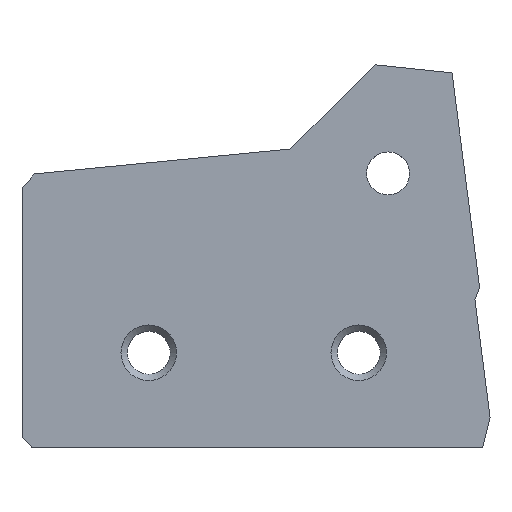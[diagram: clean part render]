
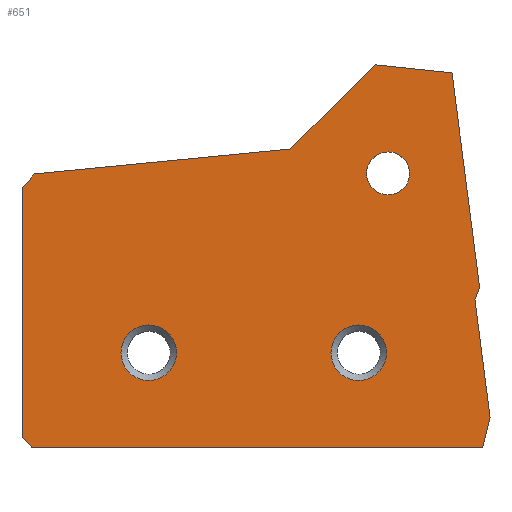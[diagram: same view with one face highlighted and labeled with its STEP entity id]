
A CAD part, top view. The second image highlights one B-rep face of the part: STEP entity #651.
In plain terms, the highlighted planar face has unit normal (0, 0, 1).
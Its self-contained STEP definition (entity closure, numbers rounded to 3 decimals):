
#32=FACE_BOUND('',#106,.T.);
#33=FACE_BOUND('',#107,.T.);
#34=FACE_BOUND('',#108,.T.);
#41=CIRCLE('',#706,1.7);
#42=CIRCLE('',#707,2.2);
#43=CIRCLE('',#708,2.2);
#65=FACE_OUTER_BOUND('',#105,.T.);
#105=EDGE_LOOP('',(#453,#454,#455,#456,#457,#458,#459,#460,#461,#462,#463));
#106=EDGE_LOOP('',(#464));
#107=EDGE_LOOP('',(#465));
#108=EDGE_LOOP('',(#466));
#158=LINE('',#993,#226);
#159=LINE('',#995,#227);
#160=LINE('',#997,#228);
#161=LINE('',#999,#229);
#162=LINE('',#1001,#230);
#163=LINE('',#1003,#231);
#164=LINE('',#1005,#232);
#165=LINE('',#1007,#233);
#166=LINE('',#1009,#234);
#167=LINE('',#1011,#235);
#168=LINE('',#1012,#236);
#226=VECTOR('',#787,19.599);
#227=VECTOR('',#788,1.176);
#228=VECTOR('',#789,35.664);
#229=VECTOR('',#790,2.451);
#230=VECTOR('',#791,9.359);
#231=VECTOR('',#792,1.037);
#232=VECTOR('',#793,17.129);
#233=VECTOR('',#794,10.);
#234=VECTOR('',#795,9.414);
#235=VECTOR('',#796,20.384);
#236=VECTOR('',#797,1.514);
#297=VERTEX_POINT('',#991);
#298=VERTEX_POINT('',#992);
#299=VERTEX_POINT('',#994);
#300=VERTEX_POINT('',#996);
#301=VERTEX_POINT('',#998);
#302=VERTEX_POINT('',#1000);
#303=VERTEX_POINT('',#1002);
#304=VERTEX_POINT('',#1004);
#305=VERTEX_POINT('',#1006);
#306=VERTEX_POINT('',#1008);
#307=VERTEX_POINT('',#1010);
#308=VERTEX_POINT('',#1013);
#309=VERTEX_POINT('',#1015);
#310=VERTEX_POINT('',#1017);
#359=EDGE_CURVE('',#297,#298,#158,.T.);
#360=EDGE_CURVE('',#298,#299,#159,.T.);
#361=EDGE_CURVE('',#299,#300,#160,.T.);
#362=EDGE_CURVE('',#300,#301,#161,.T.);
#363=EDGE_CURVE('',#301,#302,#162,.T.);
#364=EDGE_CURVE('',#302,#303,#163,.T.);
#365=EDGE_CURVE('',#303,#304,#164,.T.);
#366=EDGE_CURVE('',#304,#305,#165,.T.);
#367=EDGE_CURVE('',#305,#306,#166,.T.);
#368=EDGE_CURVE('',#306,#307,#167,.T.);
#369=EDGE_CURVE('',#307,#297,#168,.T.);
#370=EDGE_CURVE('',#308,#308,#41,.T.);
#371=EDGE_CURVE('',#309,#309,#42,.T.);
#372=EDGE_CURVE('',#310,#310,#43,.T.);
#453=ORIENTED_EDGE('',*,*,#359,.T.);
#454=ORIENTED_EDGE('',*,*,#360,.T.);
#455=ORIENTED_EDGE('',*,*,#361,.T.);
#456=ORIENTED_EDGE('',*,*,#362,.T.);
#457=ORIENTED_EDGE('',*,*,#363,.T.);
#458=ORIENTED_EDGE('',*,*,#364,.T.);
#459=ORIENTED_EDGE('',*,*,#365,.T.);
#460=ORIENTED_EDGE('',*,*,#366,.T.);
#461=ORIENTED_EDGE('',*,*,#367,.T.);
#462=ORIENTED_EDGE('',*,*,#368,.T.);
#463=ORIENTED_EDGE('',*,*,#369,.T.);
#464=ORIENTED_EDGE('',*,*,#370,.F.);
#465=ORIENTED_EDGE('',*,*,#371,.F.);
#466=ORIENTED_EDGE('',*,*,#372,.F.);
#628=PLANE('',#705);
#651=ADVANCED_FACE('',(#65,#32,#33,#34),#628,.T.);
#705=AXIS2_PLACEMENT_3D('',#990,#785,#786);
#706=AXIS2_PLACEMENT_3D('',#1014,#798,#799);
#707=AXIS2_PLACEMENT_3D('',#1016,#800,#801);
#708=AXIS2_PLACEMENT_3D('',#1018,#802,#803);
#785=DIRECTION('center_axis',(0.,0.,1.));
#786=DIRECTION('ref_axis',(-1.,0.,0.));
#787=DIRECTION('',(0.,-1.,0.));
#788=DIRECTION('',(0.667,-0.745,0.));
#789=DIRECTION('',(1.,0.,0.));
#790=DIRECTION('',(0.239,0.971,0.));
#791=DIRECTION('',(-0.128,0.992,0.));
#792=DIRECTION('',(0.363,0.932,0.));
#793=DIRECTION('',(-0.128,0.992,0.));
#794=DIRECTION('',(-0.995,0.103,0.));
#795=DIRECTION('',(-0.707,-0.707,0.));
#796=DIRECTION('',(-0.995,-0.097,0.));
#797=DIRECTION('',(-0.657,-0.753,0.));
#798=DIRECTION('center_axis',(0.,0.,1.));
#799=DIRECTION('ref_axis',(1.,0.,0.));
#800=DIRECTION('center_axis',(0.,0.,1.));
#801=DIRECTION('ref_axis',(1.,0.,0.));
#802=DIRECTION('center_axis',(0.,0.,1.));
#803=DIRECTION('ref_axis',(1.,0.,0.));
#990=CARTESIAN_POINT('Origin',(63.886,-96.516,7.45));
#991=CARTESIAN_POINT('',(27.025,-86.182,7.45));
#992=CARTESIAN_POINT('',(27.025,-105.781,7.45));
#993=CARTESIAN_POINT('',(27.025,-86.182,7.45));
#994=CARTESIAN_POINT('',(27.81,-106.656,7.45));
#995=CARTESIAN_POINT('',(27.025,-105.781,7.45));
#996=CARTESIAN_POINT('',(63.473,-106.656,7.45));
#997=CARTESIAN_POINT('',(27.81,-106.656,7.45));
#998=CARTESIAN_POINT('',(64.059,-104.277,7.45));
#999=CARTESIAN_POINT('',(63.473,-106.656,7.45));
#1000=CARTESIAN_POINT('',(62.863,-94.995,7.45));
#1001=CARTESIAN_POINT('',(64.059,-104.277,7.45));
#1002=CARTESIAN_POINT('',(63.24,-94.028,7.45));
#1003=CARTESIAN_POINT('',(62.863,-94.995,7.45));
#1004=CARTESIAN_POINT('',(61.051,-77.04,7.45));
#1005=CARTESIAN_POINT('',(63.24,-94.028,7.45));
#1006=CARTESIAN_POINT('',(54.966,-76.41,7.45));
#1007=CARTESIAN_POINT('',(62.365,-77.176,7.45));
#1008=CARTESIAN_POINT('',(48.309,-83.066,7.45));
#1009=CARTESIAN_POINT('',(54.966,-76.41,7.45));
#1010=CARTESIAN_POINT('',(28.021,-85.041,7.45));
#1011=CARTESIAN_POINT('',(48.309,-83.066,7.45));
#1012=CARTESIAN_POINT('',(28.021,-85.041,7.45));
#1013=CARTESIAN_POINT('',(57.7,-85.,7.45));
#1014=CARTESIAN_POINT('Origin',(56.,-85.,7.45));
#1015=CARTESIAN_POINT('',(39.257,-99.196,7.45));
#1016=CARTESIAN_POINT('Origin',(37.057,-99.196,7.45));
#1017=CARTESIAN_POINT('',(55.875,-99.196,7.45));
#1018=CARTESIAN_POINT('Origin',(53.675,-99.196,7.45));
